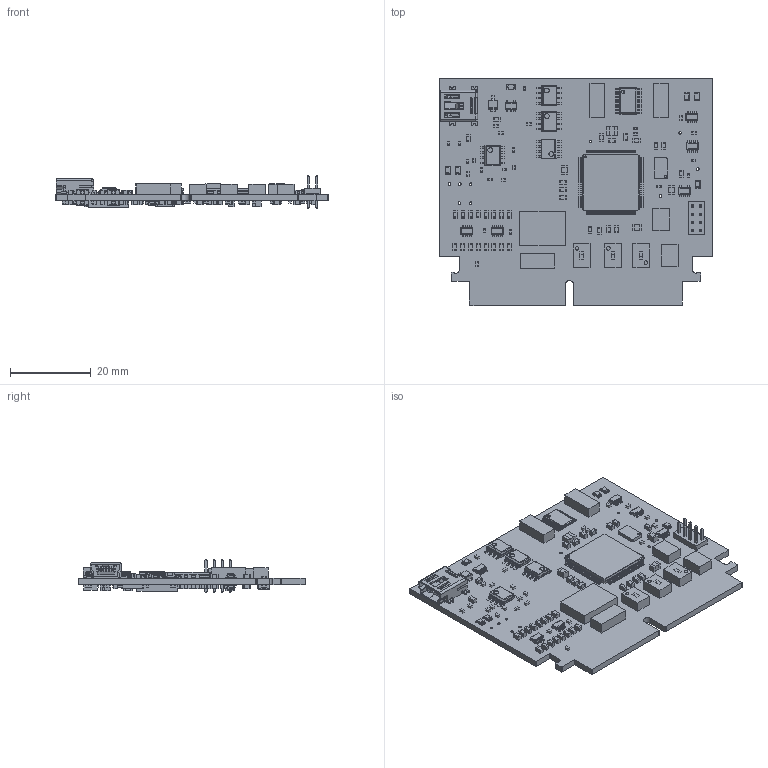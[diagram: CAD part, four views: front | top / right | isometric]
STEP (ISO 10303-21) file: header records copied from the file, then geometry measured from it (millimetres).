
FILE_DESCRIPTION(('Open CASCADE Model'),'2;1');
FILE_NAME('Open CASCADE Shape Model','2022-02-03T16:08:25',('Author'),( 'Open CASCADE'),'Open CASCADE STEP processor 6.8','Open CASCADE 6.8' ,'Unknown');
FILE_SCHEMA(('AUTOMOTIVE_DESIGN { 1 0 10303 214 1 1 1 1 }'));
Length unit declared in the file: millimetre
Products named in the file (314): PCB; Board; C55; 7182350656; Extruded; 7182350464; C1; 7182351040; 7182350848; C2; C28; 7182351808; 7182351616; J1:A; 65100516121; 65100516121_1; 65100516121_3; 65100516121_2; R7; R12; 7182351424; 7182351232; R13; R15; 7182349888; 7182349696; R18; R19; R20; R21; R22; R23; R24; R27; R28; R29; R30; R31; R32; R35 ...
Assembly tree (989 placements, depth 6):
  PCB
    Board
    C55
      7182350656  x2
        Extruded
      7182350464
        Extruded
    C1
      7182351040  x2
        Extruded
      7182350848
        Extruded
    C2
      7182351040  x2
        Extruded
      7182350848
        Extruded
    C28
      7182351808  x2
        Extruded
      7182351616
        Extruded
    J1:A
      65100516121
        65100516121_1
        65100516121_3
        65100516121_2  x5
    R7
      7182351040  x2
        Extruded
      7182350848
        Extruded
    R12
      7182351424  x2
        Extruded
      7182351232
        Extruded
    R13
      7182351424  x2
        Extruded
      7182351232
        Extruded
    R15
      7182349888  x2
        Extruded
      7182349696
        Extruded
    R18
      7182351040  x2
        Extruded
      7182350848
        Extruded
    R19
      7182351040  x2
        Extruded
      7182350848
        Extruded
    R20
      7182349888  x2
        Extruded
Bounding box: 67.49 x 56.27 x 8.2 mm (x, y, z)
Volume: 7600.6 mm3; surface area: 13456.3 mm2
Topology: 823 solids, 823 shells, 8621 faces, 20100 edges, 13107 vertices
Faces by surface type: plane 6947, cylinder 1486, sphere 168, bspline 18, cone 2
Full cylindrical faces by diameter (mm): 0.635 x9, 0.8 x2, 0.89 x8, 0.9 x2
Entity records: 66656 total; most frequent: CARTESIAN_POINT 11069, DIRECTION 9956, ORIENTED_EDGE 8352, EDGE_CURVE 4176, AXIS2_PLACEMENT_3D 3330, LINE 3296, VECTOR 3296, VERTEX_POINT 2627
